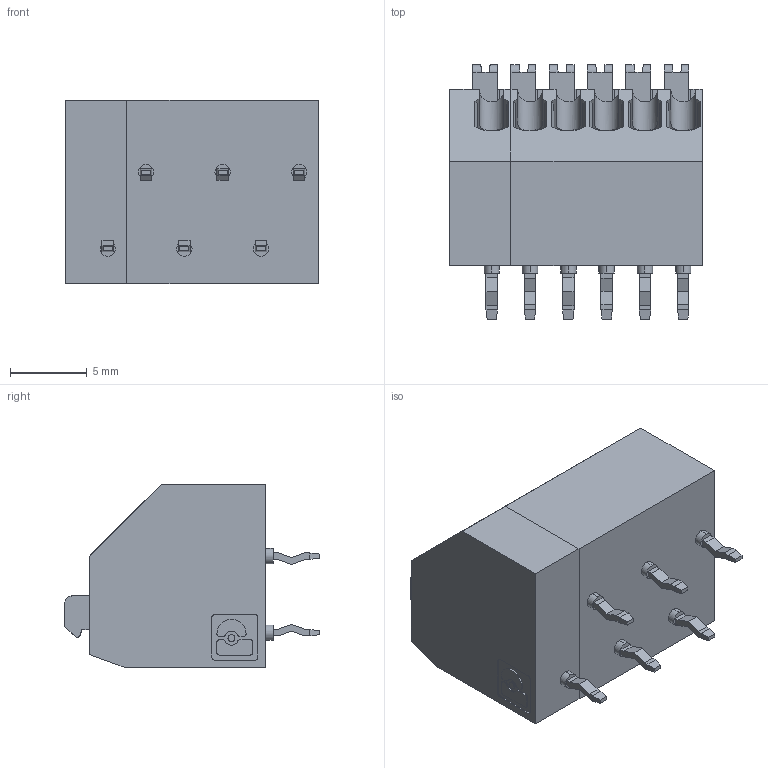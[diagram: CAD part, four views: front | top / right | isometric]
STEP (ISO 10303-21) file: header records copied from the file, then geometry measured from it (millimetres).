
FILE_DESCRIPTION (( 'STEP AP214' ), '1' );
FILE_NAME ('1990041.STEP', '2023-08-24T16:41:48', ( '' ), ( '' ), 'SwSTEP 2.0', 'SolidWorks 2021', '' );
FILE_SCHEMA (( 'AUTOMOTIVE_DESIGN' ));
Length unit declared in the file: millimetre
Products named in the file (3): 1990232_1; 1990041; 1990232
Assembly tree (2 placements, depth 2):
  1990041
    1990232
    1990232_1
Bounding box: 16.5 x 16.6 x 12 mm (x, y, z)
Volume: 1932.8 mm3; surface area: 1661.1 mm2
Topology: 8 solids, 8 shells, 464 faces, 1197 edges, 762 vertices
Faces by surface type: plane 358, cylinder 94, cone 12
Entity records: 15466 total; most frequent: CARTESIAN_POINT 3859, ORIENTED_EDGE 2394, DIRECTION 2161, EDGE_CURVE 1197, VECTOR 925, LINE 925, VERTEX_POINT 762, AXIS2_PLACEMENT_3D 618
